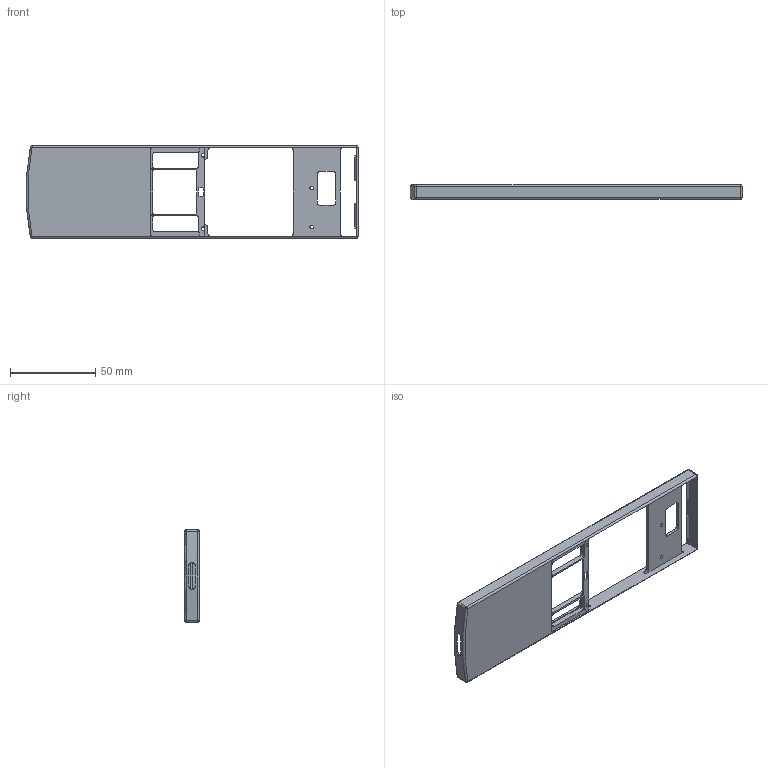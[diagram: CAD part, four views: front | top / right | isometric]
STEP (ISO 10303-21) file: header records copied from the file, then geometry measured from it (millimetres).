
FILE_DESCRIPTION(/* description */ (''),/* implementation_level */ '2;1');
FILE_NAME(/* name */ 'housing.step',/* time_stamp */ '2019-11-02T15:15:22+01:00',/* author */ (''),/* organization */ (''),/* preprocessor_version */ 'ST-DEVELOPER v18',/* originating_system */ 'Autodesk Translation Framework v8.6.0.1094',/* authorisation */ '');
FILE_SCHEMA (('AUTOMOTIVE_DESIGN { 1 0 10303 214 3 1 1 }'));
Length unit declared in the file: millimetre
Products named in the file (1): case
Bounding box: 194.74 x 8.5 x 54.24 mm (x, y, z)
Volume: 11332.3 mm3; surface area: 21039.3 mm2
Topology: 7 solids, 7 shells, 174 faces, 500 edges, 324 vertices
Faces by surface type: plane 97, cylinder 67, sphere 8, torus 2
Full cylindrical faces by diameter (mm): 2.05 x4
Entity records: 5883 total; most frequent: CARTESIAN_POINT 1113, DIRECTION 1002, ORIENTED_EDGE 1000, EDGE_CURVE 500, AXIS2_PLACEMENT_3D 337, LINE 328, VECTOR 328, VERTEX_POINT 324
